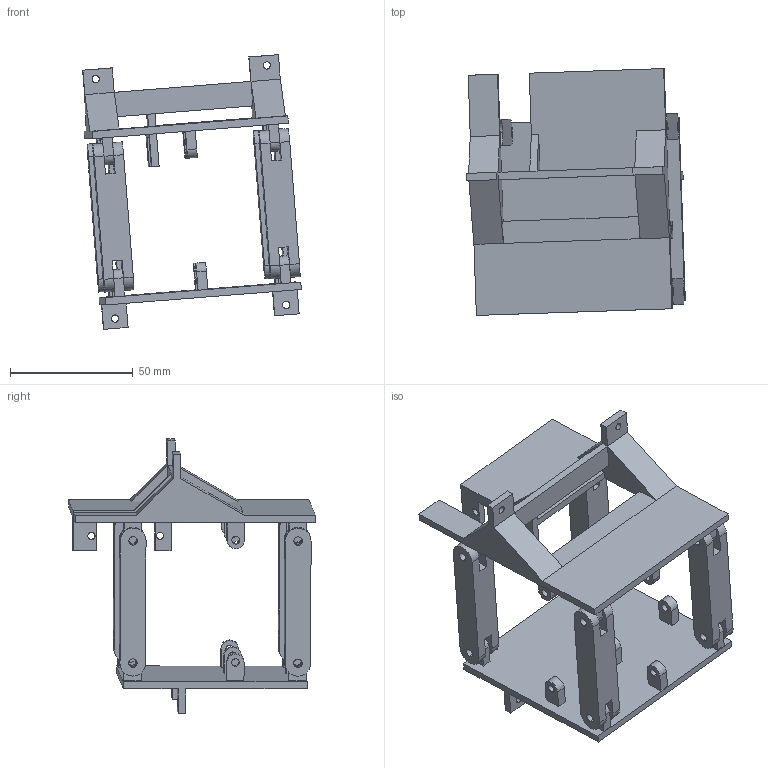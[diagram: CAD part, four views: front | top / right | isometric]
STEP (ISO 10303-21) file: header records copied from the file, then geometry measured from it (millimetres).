
FILE_DESCRIPTION(('CATIA V5 STEP Exchange'),'2;1');
FILE_NAME('Assemblage.stp','2019-01-31T16:59:12+00:00',('none'),('none'),'CATIA Version 5 Release 21 GA (IN-10)','CATIA V5 STEP AP203','none');
FILE_SCHEMA(('CONFIG_CONTROL_DESIGN'));
Length unit declared in the file: millimetre
Products named in the file (1): Product1
Assembly tree (6 placements, depth 2):
  Product1
    #58
    #3025
    #5099  x3
    #5768
Bounding box: 89.17 x 100.66 x 112.01 mm (x, y, z)
Volume: 77868.2 mm3; surface area: 48960.4 mm2
Topology: 6 solids, 6 shells, 269 faces, 721 edges, 483 vertices
Faces by surface type: plane 159, cylinder 110
Entity records: 6524 total; most frequent: ORIENTED_EDGE 1196, CARTESIAN_POINT 1119, DIRECTION 831, EDGE_CURVE 598, VECTOR 428, LINE 428, VERTEX_POINT 393, EDGE_LOOP 301
